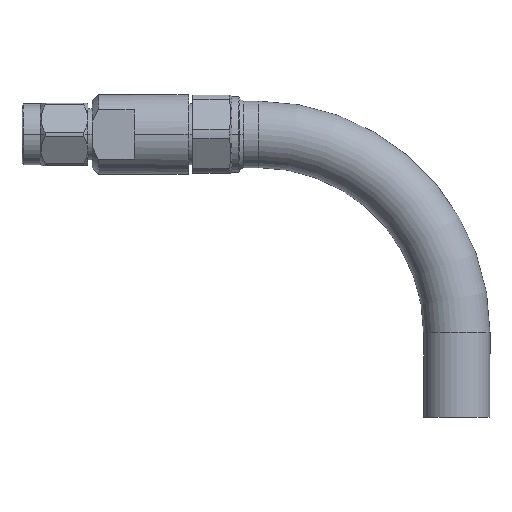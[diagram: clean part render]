
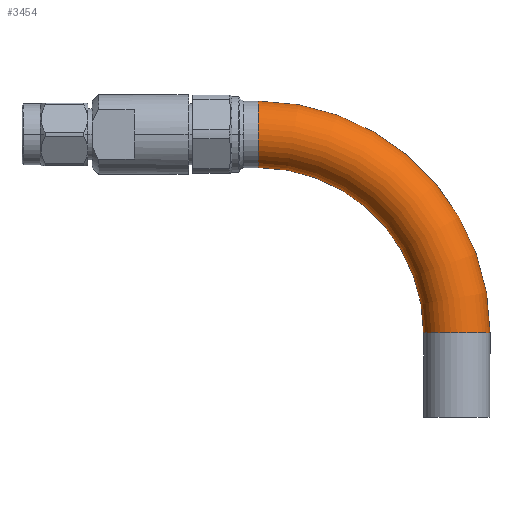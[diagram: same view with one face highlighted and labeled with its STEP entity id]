
A CAD part, top view. The second image highlights one B-rep face of the part: STEP entity #3454.
In plain terms, the highlighted toroidal (fillet/blend) face has major radius 25.4 mm and minor radius 4.25 mm.
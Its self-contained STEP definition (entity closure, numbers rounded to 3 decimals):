
#175 = AXIS2_PLACEMENT_3D ( 'NONE', #4366, #372, #1839 ) ;
#197 = DIRECTION ( 'NONE',  ( 0., 0., -1. ) ) ;
#201 = AXIS2_PLACEMENT_3D ( 'NONE', #2721, #921, #2342 ) ;
#331 = AXIS2_PLACEMENT_3D ( 'NONE', #4005, #2092, #3574 ) ;
#372 = DIRECTION ( 'NONE',  ( 0., 0., -1. ) ) ;
#418 = CIRCLE ( 'NONE', #3118, 4.25 ) ;
#476 = ORIENTED_EDGE ( 'NONE', *, *, #4591, .F. ) ;
#655 = VERTEX_POINT ( 'NONE', #740 ) ;
#740 = CARTESIAN_POINT ( 'NONE',  ( 30.246, -4.25, 0. ) ) ;
#767 = CARTESIAN_POINT ( 'NONE',  ( 30.246, 0., 0. ) ) ;
#795 = DIRECTION ( 'NONE',  ( -1., 0., 0. ) ) ;
#921 = DIRECTION ( 'NONE',  ( 0., -1., 0. ) ) ;
#971 = FACE_OUTER_BOUND ( 'NONE', #4266, .T. ) ;
#1175 = TOROIDAL_SURFACE ( 'NONE', #331, 25.4, 4.25 ) ;
#1189 = CIRCLE ( 'NONE', #201, 4.25 ) ;
#1374 = CARTESIAN_POINT ( 'NONE',  ( 59.896, -25.4, 0. ) ) ;
#1416 = CIRCLE ( 'NONE', #175, 21.15 ) ;
#1514 = CARTESIAN_POINT ( 'NONE',  ( 30.246, 4.25, 0. ) ) ;
#1839 = DIRECTION ( 'NONE',  ( -1., 0., 0. ) ) ;
#2092 = DIRECTION ( 'NONE',  ( 0., 0., -1. ) ) ;
#2274 = VERTEX_POINT ( 'NONE', #1374 ) ;
#2342 = DIRECTION ( 'NONE',  ( 0., 0., -1. ) ) ;
#2359 = VERTEX_POINT ( 'NONE', #1514 ) ;
#2427 = ORIENTED_EDGE ( 'NONE', *, *, #4155, .T. ) ;
#2518 = VERTEX_POINT ( 'NONE', #2740 ) ;
#2667 = ORIENTED_EDGE ( 'NONE', *, *, #2893, .T. ) ;
#2721 = CARTESIAN_POINT ( 'NONE',  ( 55.646, -25.4, 0. ) ) ;
#2740 = CARTESIAN_POINT ( 'NONE',  ( 51.396, -25.4, 0. ) ) ;
#2893 = EDGE_CURVE ( 'NONE', #655, #2518, #1416, .T. ) ;
#2977 = CARTESIAN_POINT ( 'NONE',  ( 30.246, -25.4, 0. ) ) ;
#3118 = AXIS2_PLACEMENT_3D ( 'NONE', #767, #3134, #197 ) ;
#3134 = DIRECTION ( 'NONE',  ( 1., 0., 0. ) ) ;
#3454 = ADVANCED_FACE ( 'NONE', ( #971 ), #1175, .T. ) ;
#3517 = AXIS2_PLACEMENT_3D ( 'NONE', #2977, #3700, #795 ) ;
#3574 = DIRECTION ( 'NONE',  ( -1., 0., 0. ) ) ;
#3700 = DIRECTION ( 'NONE',  ( 0., 0., -1. ) ) ;
#4005 = CARTESIAN_POINT ( 'NONE',  ( 30.246, -25.4, 0. ) ) ;
#4155 = EDGE_CURVE ( 'NONE', #2359, #655, #418, .T. ) ;
#4266 = EDGE_LOOP ( 'NONE', ( #4754, #2427, #2667, #476 ) ) ;
#4363 = CIRCLE ( 'NONE', #3517, 29.65 ) ;
#4366 = CARTESIAN_POINT ( 'NONE',  ( 30.246, -25.4, 0. ) ) ;
#4591 = EDGE_CURVE ( 'NONE', #2274, #2518, #1189, .T. ) ;
#4654 = EDGE_CURVE ( 'NONE', #2359, #2274, #4363, .T. ) ;
#4754 = ORIENTED_EDGE ( 'NONE', *, *, #4654, .F. ) ;
